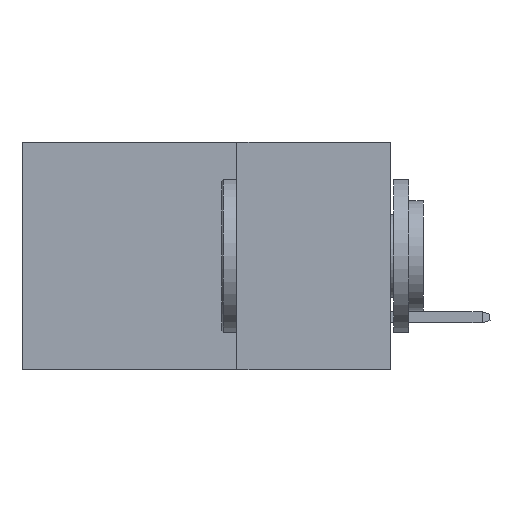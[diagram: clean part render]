
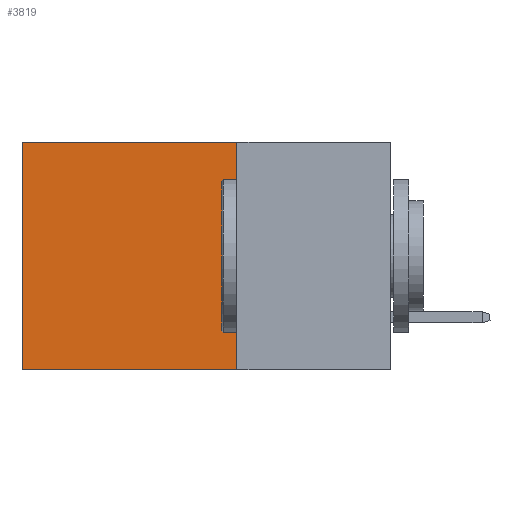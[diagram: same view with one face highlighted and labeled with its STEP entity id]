
A CAD part, left-side view. The second image highlights one B-rep face of the part: STEP entity #3819.
In plain terms, the highlighted planar face has unit normal (-1, 0, 0).
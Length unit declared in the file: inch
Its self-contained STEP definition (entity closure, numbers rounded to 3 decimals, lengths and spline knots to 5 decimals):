
#101 = VECTOR ( 'NONE', #7768, 39.37008 ) ;
#624 = DIRECTION ( 'NONE',  ( 1., 0., 0. ) ) ;
#663 = AXIS2_PLACEMENT_3D ( 'NONE', #2804, #624, #1376 ) ;
#929 = DIRECTION ( 'NONE',  ( 0., 1., 0. ) ) ;
#1372 = ORIENTED_EDGE ( 'NONE', *, *, #4655, .F. ) ;
#1376 = DIRECTION ( 'NONE',  ( 0., 0., -1. ) ) ;
#1466 = CARTESIAN_POINT ( 'NONE',  ( 0.2875, 0.6, -0.37 ) ) ;
#1741 = VECTOR ( 'NONE', #4237, 39.37008 ) ;
#2082 = VERTEX_POINT ( 'NONE', #4490 ) ;
#2527 = LINE ( 'NONE', #7937, #2637 ) ;
#2637 = VECTOR ( 'NONE', #2931, 39.37008 ) ;
#2804 = CARTESIAN_POINT ( 'NONE',  ( 0.2875, 0.25, 0. ) ) ;
#2877 = EDGE_LOOP ( 'NONE', ( #4560, #1372, #5131, #5405 ) ) ;
#2931 = DIRECTION ( 'NONE',  ( 0., 0., -1. ) ) ;
#3179 = VECTOR ( 'NONE', #929, 39.37008 ) ;
#3819 = ADVANCED_FACE ( 'NONE', ( #6280 ), #9335, .F. ) ;
#3829 = VERTEX_POINT ( 'NONE', #1466 ) ;
#4237 = DIRECTION ( 'NONE',  ( 0., 1., 0. ) ) ;
#4490 = CARTESIAN_POINT ( 'NONE',  ( 0.2875, 0.25, -0.37 ) ) ;
#4560 = ORIENTED_EDGE ( 'NONE', *, *, #6271, .T. ) ;
#4655 = EDGE_CURVE ( 'NONE', #2082, #3829, #6375, .T. ) ;
#5040 = EDGE_CURVE ( 'NONE', #9346, #5968, #7837, .T. ) ;
#5131 = ORIENTED_EDGE ( 'NONE', *, *, #5710, .F. ) ;
#5172 = CARTESIAN_POINT ( 'NONE',  ( 0.2875, 0.6, 0. ) ) ;
#5405 = ORIENTED_EDGE ( 'NONE', *, *, #5040, .T. ) ;
#5443 = CARTESIAN_POINT ( 'NONE',  ( 0.2875, 0.25, 0. ) ) ;
#5710 = EDGE_CURVE ( 'NONE', #9346, #2082, #6927, .T. ) ;
#5968 = VERTEX_POINT ( 'NONE', #5172 ) ;
#6271 = EDGE_CURVE ( 'NONE', #5968, #3829, #2527, .T. ) ;
#6280 = FACE_OUTER_BOUND ( 'NONE', #2877, .T. ) ;
#6367 = CARTESIAN_POINT ( 'NONE',  ( 0.2875, 0.25, 0. ) ) ;
#6375 = LINE ( 'NONE', #7817, #1741 ) ;
#6927 = LINE ( 'NONE', #6367, #101 ) ;
#7768 = DIRECTION ( 'NONE',  ( 0., 0., -1. ) ) ;
#7817 = CARTESIAN_POINT ( 'NONE',  ( 0.2875, 0.25, -0.37 ) ) ;
#7837 = LINE ( 'NONE', #8980, #3179 ) ;
#7937 = CARTESIAN_POINT ( 'NONE',  ( 0.2875, 0.6, 0. ) ) ;
#8980 = CARTESIAN_POINT ( 'NONE',  ( 0.2875, 0.25, 0. ) ) ;
#9335 = PLANE ( 'NONE',  #663 ) ;
#9346 = VERTEX_POINT ( 'NONE', #5443 ) ;
